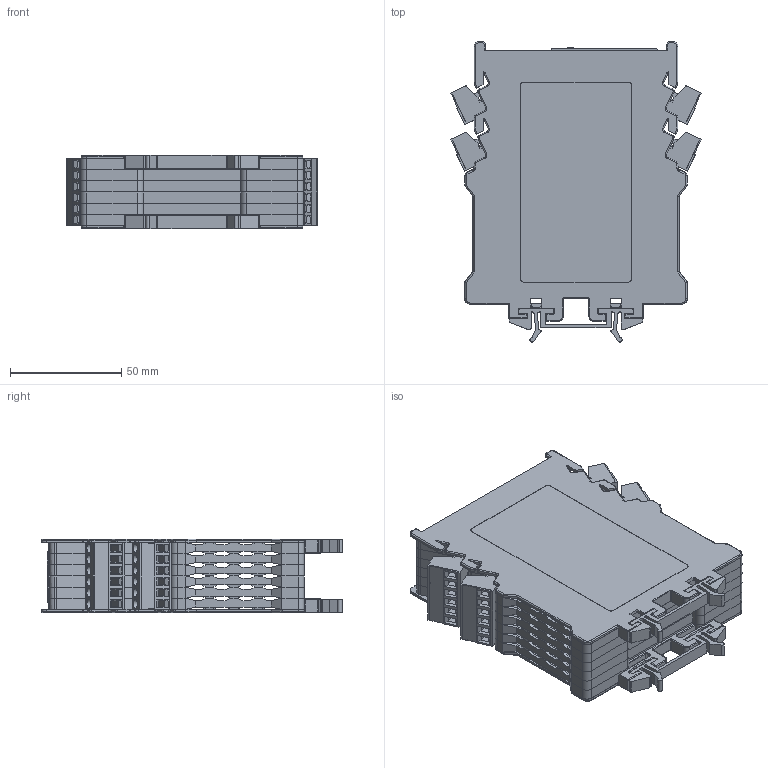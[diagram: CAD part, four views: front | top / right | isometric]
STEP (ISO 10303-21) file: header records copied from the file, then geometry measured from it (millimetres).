
FILE_DESCRIPTION (( 'STEP AP203' ), '1' );
FILE_NAME ('GVF-Display.STEP', '2018-08-03T10:05:09', ( '' ), ( '' ), 'SwSTEP 2.0', 'SolidWorks 2013', '' );
FILE_SCHEMA (( 'CONFIG_CONTROL_DESIGN' ));
Length unit declared in the file: millimetre
Products named in the file (7): Kammer-GV-07; GVF-Display; GVF Klemmen; VC3GV Front; Baugruppe-GV; Hutschienenhalterung-1; Deckel-GV-1
Assembly tree (16 placements, depth 3):
  GVF-Display
    Deckel-GV-1
    Hutschienenhalterung-1
    Kammer-GV-07  x6
    Baugruppe-GV
      Deckel-GV-1
      Hutschienenhalterung-1
    GVF Klemmen  x4
    VC3GV Front
Bounding box: 112.32 x 134.69 x 32.98 mm (x, y, z)
Volume: 83195 mm3; surface area: 116621.4 mm2
Topology: 15 solids, 15 shells, 5353 faces, 14592 edges, 9336 vertices
Faces by surface type: plane 3667, cylinder 1250, cone 184, torus 168, bspline 84
Entity records: 52745 total; most frequent: CARTESIAN_POINT 12608, ORIENTED_EDGE 8440, DIRECTION 7870, EDGE_CURVE 4220, LINE 2990, VECTOR 2990, VERTEX_POINT 2702, AXIS2_PLACEMENT_3D 2440
